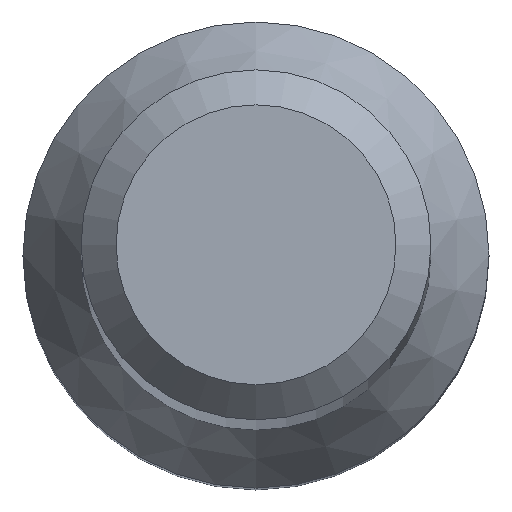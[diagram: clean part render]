
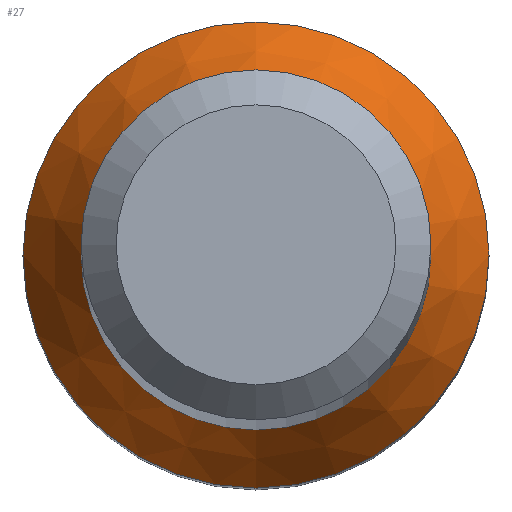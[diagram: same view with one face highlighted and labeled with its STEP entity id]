
A CAD part, top view. The second image highlights one B-rep face of the part: STEP entity #27.
In plain terms, the highlighted conical face has half-angle 30 degrees and reference radius 2.664 mm.
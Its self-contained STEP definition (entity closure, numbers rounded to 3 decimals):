
#14 = DIRECTION ( 'NONE',  ( 0., 0., -1. ) ) ;
#23 = EDGE_CURVE ( 'NONE', #134, #134, #37, .T. ) ;
#27 = ADVANCED_FACE ( 'NONE', ( #235, #127 ), #109, .T. ) ;
#34 = CIRCLE ( 'NONE', #136, 2.664 ) ;
#37 = CIRCLE ( 'NONE', #133, 2. ) ;
#42 = CARTESIAN_POINT ( 'NONE',  ( 0., 2., 13.992 ) ) ;
#49 = DIRECTION ( 'NONE',  ( 0., 1., 0. ) ) ;
#69 = EDGE_CURVE ( 'NONE', #204, #204, #34, .T. ) ;
#72 = CARTESIAN_POINT ( 'NONE',  ( 0., 0., 13.992 ) ) ;
#74 = CARTESIAN_POINT ( 'NONE',  ( 0., 0., 12.842 ) ) ;
#92 = AXIS2_PLACEMENT_3D ( 'NONE', #74, #164, #49 ) ;
#98 = ORIENTED_EDGE ( 'NONE', *, *, #23, .T. ) ;
#109 = CONICAL_SURFACE ( 'NONE', #92, 2.664, 0.524 ) ;
#123 = EDGE_LOOP ( 'NONE', ( #201 ) ) ;
#127 = FACE_OUTER_BOUND ( 'NONE', #123, .T. ) ;
#133 = AXIS2_PLACEMENT_3D ( 'NONE', #72, #14, #162 ) ;
#134 = VERTEX_POINT ( 'NONE', #42 ) ;
#136 = AXIS2_PLACEMENT_3D ( 'NONE', #220, #150, #233 ) ;
#150 = DIRECTION ( 'NONE',  ( 0., 0., -1. ) ) ;
#155 = CARTESIAN_POINT ( 'NONE',  ( 0., 2.664, 12.842 ) ) ;
#162 = DIRECTION ( 'NONE',  ( 0., 1., 0. ) ) ;
#164 = DIRECTION ( 'NONE',  ( 0., 0., -1. ) ) ;
#201 = ORIENTED_EDGE ( 'NONE', *, *, #69, .F. ) ;
#204 = VERTEX_POINT ( 'NONE', #155 ) ;
#220 = CARTESIAN_POINT ( 'NONE',  ( 0., 0., 12.842 ) ) ;
#227 = EDGE_LOOP ( 'NONE', ( #98 ) ) ;
#233 = DIRECTION ( 'NONE',  ( 0., 1., 0. ) ) ;
#235 = FACE_BOUND ( 'NONE', #227, .T. ) ;
